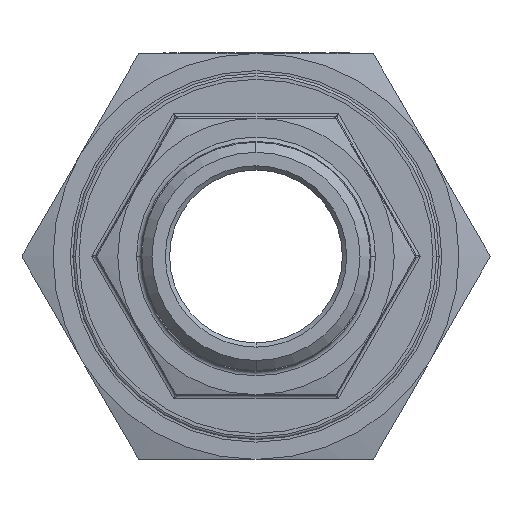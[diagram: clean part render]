
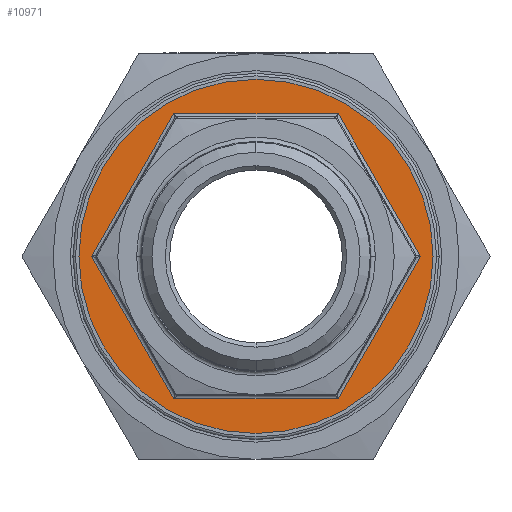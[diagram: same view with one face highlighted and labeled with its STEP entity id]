
A CAD part, left-side view. The second image highlights one B-rep face of the part: STEP entity #10971.
In plain terms, the highlighted planar face has unit normal (-1, 0, 0).
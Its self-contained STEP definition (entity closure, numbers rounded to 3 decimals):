
#182 = EDGE_CURVE ( 'NONE', #2655, #2781, #2580, .T. ) ;
#187 = ORIENTED_EDGE ( 'NONE', *, *, #5130, .F. ) ;
#259 = CARTESIAN_POINT ( 'NONE',  ( -9.35, 0., 0. ) ) ;
#305 = ORIENTED_EDGE ( 'NONE', *, *, #8664, .F. ) ;
#589 = EDGE_CURVE ( 'NONE', #5217, #1817, #6256, .T. ) ;
#629 = DIRECTION ( 'NONE',  ( 0., -0.5, -0.866 ) ) ;
#752 = CARTESIAN_POINT ( 'NONE',  ( -9.35, -9.526, 16.5 ) ) ;
#873 = ORIENTED_EDGE ( 'NONE', *, *, #182, .T. ) ;
#986 = DIRECTION ( 'NONE',  ( 0., 0., 1. ) ) ;
#1100 = EDGE_LOOP ( 'NONE', ( #873, #10403 ) ) ;
#1602 = EDGE_CURVE ( 'NONE', #4114, #3164, #6222, .T. ) ;
#1817 = VERTEX_POINT ( 'NONE', #752 ) ;
#2035 = CARTESIAN_POINT ( 'NONE',  ( -9.35, 0., 0. ) ) ;
#2468 = ORIENTED_EDGE ( 'NONE', *, *, #3575, .F. ) ;
#2580 = CIRCLE ( 'NONE', #4322, 20.5 ) ;
#2655 = VERTEX_POINT ( 'NONE', #4893 ) ;
#2781 = VERTEX_POINT ( 'NONE', #4959 ) ;
#3119 = AXIS2_PLACEMENT_3D ( 'NONE', #259, #3978, #15319 ) ;
#3163 = LINE ( 'NONE', #13589, #15453 ) ;
#3164 = VERTEX_POINT ( 'NONE', #10836 ) ;
#3575 = EDGE_CURVE ( 'NONE', #4392, #4114, #13582, .T. ) ;
#3978 = DIRECTION ( 'NONE',  ( 1., 0., 0. ) ) ;
#4114 = VERTEX_POINT ( 'NONE', #12008 ) ;
#4322 = AXIS2_PLACEMENT_3D ( 'NONE', #2035, #4570, #12169 ) ;
#4385 = VECTOR ( 'NONE', #8418, 1000. ) ;
#4392 = VERTEX_POINT ( 'NONE', #6646 ) ;
#4483 = DIRECTION ( 'NONE',  ( 0., -1., 0. ) ) ;
#4570 = DIRECTION ( 'NONE',  ( -1., 0., 0. ) ) ;
#4713 = FACE_BOUND ( 'NONE', #15116, .T. ) ;
#4812 = EDGE_CURVE ( 'NONE', #6017, #5217, #5318, .T. ) ;
#4893 = CARTESIAN_POINT ( 'NONE',  ( -9.35, 0., 20.5 ) ) ;
#4959 = CARTESIAN_POINT ( 'NONE',  ( -9.35, 0., -20.5 ) ) ;
#5130 = EDGE_CURVE ( 'NONE', #3164, #6017, #3163, .T. ) ;
#5217 = VERTEX_POINT ( 'NONE', #6672 ) ;
#5318 = LINE ( 'NONE', #5811, #11355 ) ;
#5811 = CARTESIAN_POINT ( 'NONE',  ( -9.35, -11.98, -12.25 ) ) ;
#6017 = VERTEX_POINT ( 'NONE', #8219 ) ;
#6222 = LINE ( 'NONE', #15570, #7011 ) ;
#6256 = LINE ( 'NONE', #12296, #9178 ) ;
#6646 = CARTESIAN_POINT ( 'NONE',  ( -9.35, 9.526, 16.5 ) ) ;
#6672 = CARTESIAN_POINT ( 'NONE',  ( -9.35, -19.053, 0. ) ) ;
#7011 = VECTOR ( 'NONE', #629, 1000. ) ;
#7445 = CARTESIAN_POINT ( 'NONE',  ( -9.35, -4.619, 16.5 ) ) ;
#7454 = ORIENTED_EDGE ( 'NONE', *, *, #589, .F. ) ;
#7681 = PLANE ( 'NONE',  #3119 ) ;
#8015 = ORIENTED_EDGE ( 'NONE', *, *, #1602, .F. ) ;
#8219 = CARTESIAN_POINT ( 'NONE',  ( -9.35, -9.526, -16.5 ) ) ;
#8304 = AXIS2_PLACEMENT_3D ( 'NONE', #9777, #14796, #986 ) ;
#8418 = DIRECTION ( 'NONE',  ( 0., 0.5, -0.866 ) ) ;
#8664 = EDGE_CURVE ( 'NONE', #1817, #4392, #10214, .T. ) ;
#9178 = VECTOR ( 'NONE', #10982, 1000. ) ;
#9457 = CIRCLE ( 'NONE', #8304, 20.5 ) ;
#9777 = CARTESIAN_POINT ( 'NONE',  ( -9.35, 0., 0. ) ) ;
#10214 = LINE ( 'NONE', #7445, #12353 ) ;
#10403 = ORIENTED_EDGE ( 'NONE', *, *, #14469, .T. ) ;
#10781 = DIRECTION ( 'NONE',  ( 0., -0.5, 0.866 ) ) ;
#10836 = CARTESIAN_POINT ( 'NONE',  ( -9.35, 9.526, -16.5 ) ) ;
#10877 = CARTESIAN_POINT ( 'NONE',  ( -9.35, 11.98, 12.25 ) ) ;
#10971 = ADVANCED_FACE ( 'NONE', ( #15647, #4713 ), #7681, .F. ) ;
#10982 = DIRECTION ( 'NONE',  ( 0., 0.5, 0.866 ) ) ;
#11355 = VECTOR ( 'NONE', #10781, 1000. ) ;
#11839 = ORIENTED_EDGE ( 'NONE', *, *, #4812, .F. ) ;
#12008 = CARTESIAN_POINT ( 'NONE',  ( -9.35, 19.053, 0. ) ) ;
#12169 = DIRECTION ( 'NONE',  ( 0., 0., 1. ) ) ;
#12296 = CARTESIAN_POINT ( 'NONE',  ( -9.35, -16.599, 4.25 ) ) ;
#12353 = VECTOR ( 'NONE', #12403, 1000. ) ;
#12403 = DIRECTION ( 'NONE',  ( 0., 1., 0. ) ) ;
#13582 = LINE ( 'NONE', #10877, #4385 ) ;
#13589 = CARTESIAN_POINT ( 'NONE',  ( -9.35, 4.619, -16.5 ) ) ;
#14469 = EDGE_CURVE ( 'NONE', #2781, #2655, #9457, .T. ) ;
#14796 = DIRECTION ( 'NONE',  ( -1., 0., 0. ) ) ;
#15116 = EDGE_LOOP ( 'NONE', ( #8015, #2468, #305, #7454, #11839, #187 ) ) ;
#15319 = DIRECTION ( 'NONE',  ( 0., 1., 0. ) ) ;
#15453 = VECTOR ( 'NONE', #4483, 1000. ) ;
#15570 = CARTESIAN_POINT ( 'NONE',  ( -9.35, 16.599, -4.25 ) ) ;
#15647 = FACE_OUTER_BOUND ( 'NONE', #1100, .T. ) ;
